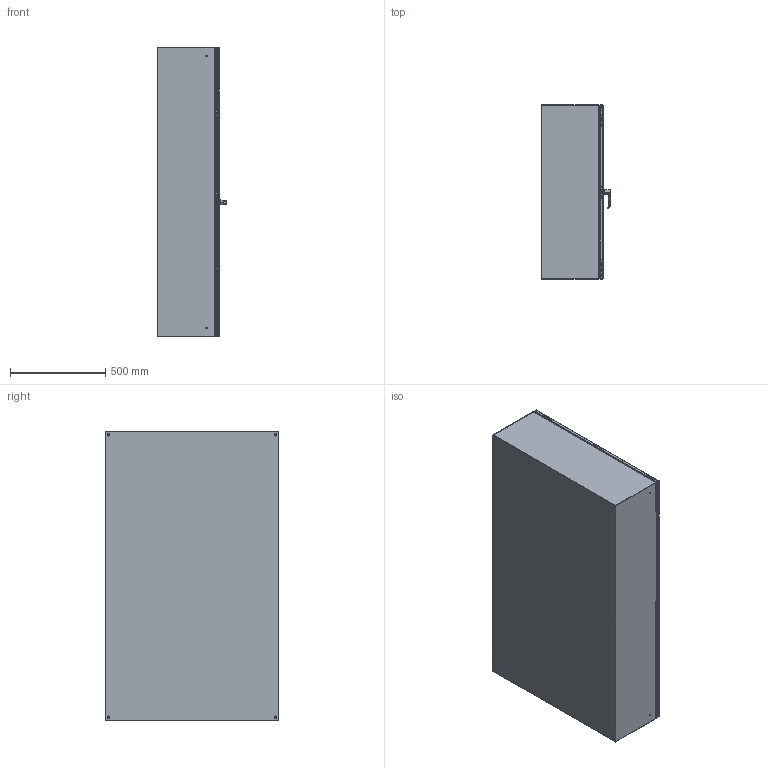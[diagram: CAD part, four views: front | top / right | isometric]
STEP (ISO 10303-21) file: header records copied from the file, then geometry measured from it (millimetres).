
FILE_DESCRIPTION (( 'STEP AP214' ), '1' );
FILE_NAME ('EN4TD366012LG.STEP', '2019-09-05T18:34:59', ( '' ), ( '' ), 'SwSTEP 2.0', 'SolidWorks 2018', '' );
FILE_SCHEMA (( 'AUTOMOTIVE_DESIGN' ));
Length unit declared in the file: inch
Products named in the file (1): EN4TD366012LG
Bounding box: 365.05 x 914.4 x 1524 mm (x, y, z)
Volume: 9501114.9 mm3; surface area: 10040985.9 mm2
Topology: 93 solids, 93 shells, 2351 faces, 5616 edges, 3532 vertices
Faces by surface type: plane 1082, cylinder 854, bspline 298, torus 68, cone 49
Entity records: 129993 total; most frequent: CARTESIAN_POINT 45301, ORIENTED_EDGE 11158, DIRECTION 10654, EDGE_CURVE 5579, AXIS2_PLACEMENT_3D 3789, VERTEX_POINT 3532, VECTOR 3076, LINE 3076
